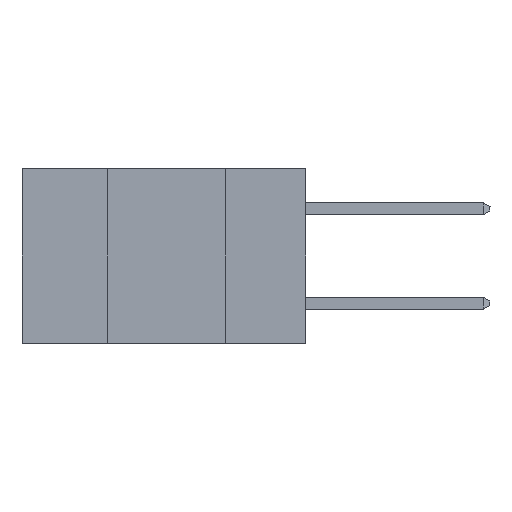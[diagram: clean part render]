
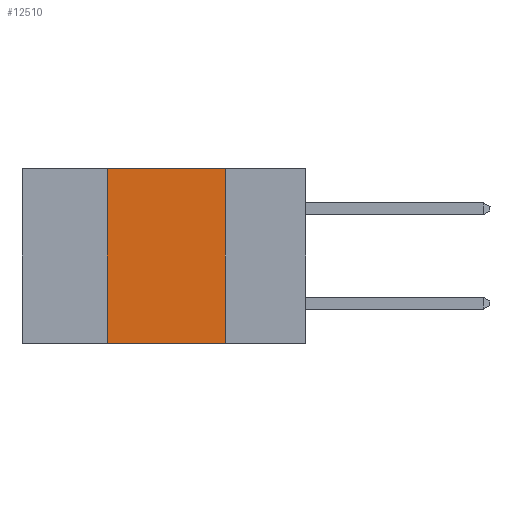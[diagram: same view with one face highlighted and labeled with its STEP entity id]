
A CAD part, left-side view. The second image highlights one B-rep face of the part: STEP entity #12510.
In plain terms, the highlighted planar face has unit normal (-1, 0, 0).
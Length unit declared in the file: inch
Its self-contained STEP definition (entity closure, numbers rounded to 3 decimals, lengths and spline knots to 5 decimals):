
#175 = LINE ( 'NONE', #18142, #22791 ) ;
#600 = DIRECTION ( 'NONE',  ( 1., 0., 0. ) ) ;
#1042 = DIRECTION ( 'NONE',  ( 0., 0., 1. ) ) ;
#2178 = CARTESIAN_POINT ( 'NONE',  ( 0., 0.6, 0. ) ) ;
#3605 = VERTEX_POINT ( 'NONE', #6329 ) ;
#3869 = ORIENTED_EDGE ( 'NONE', *, *, #9889, .T. ) ;
#3916 = AXIS2_PLACEMENT_3D ( 'NONE', #5898, #600, #20745 ) ;
#5898 = CARTESIAN_POINT ( 'NONE',  ( 0., 0.6, 0. ) ) ;
#6062 = PLANE ( 'NONE',  #3916 ) ;
#6329 = CARTESIAN_POINT ( 'NONE',  ( 0., 0.42, -0.37 ) ) ;
#6375 = CARTESIAN_POINT ( 'NONE',  ( 0., 0.42, 0. ) ) ;
#7188 = DIRECTION ( 'NONE',  ( 0., 0., -1. ) ) ;
#7401 = ORIENTED_EDGE ( 'NONE', *, *, #8863, .F. ) ;
#7792 = VECTOR ( 'NONE', #12365, 39.37008 ) ;
#8214 = EDGE_LOOP ( 'NONE', ( #7401, #16649, #18819, #3869 ) ) ;
#8863 = EDGE_CURVE ( 'NONE', #14610, #10557, #175, .T. ) ;
#8981 = CARTESIAN_POINT ( 'NONE',  ( 0., 0.17, 0. ) ) ;
#9418 = FACE_OUTER_BOUND ( 'NONE', #8214, .T. ) ;
#9889 = EDGE_CURVE ( 'NONE', #3605, #10557, #16358, .T. ) ;
#10308 = VECTOR ( 'NONE', #22851, 39.37008 ) ;
#10557 = VERTEX_POINT ( 'NONE', #15803 ) ;
#11010 = EDGE_CURVE ( 'NONE', #15658, #14610, #20624, .T. ) ;
#12365 = DIRECTION ( 'NONE',  ( 0., -1., 0. ) ) ;
#12510 = ADVANCED_FACE ( 'NONE', ( #9418 ), #6062, .F. ) ;
#14610 = VERTEX_POINT ( 'NONE', #8981 ) ;
#14971 = EDGE_CURVE ( 'NONE', #3605, #15658, #17255, .T. ) ;
#15658 = VERTEX_POINT ( 'NONE', #19493 ) ;
#15803 = CARTESIAN_POINT ( 'NONE',  ( 0., 0.17, -0.37 ) ) ;
#16358 = LINE ( 'NONE', #19773, #7792 ) ;
#16649 = ORIENTED_EDGE ( 'NONE', *, *, #11010, .F. ) ;
#17255 = LINE ( 'NONE', #6375, #20736 ) ;
#18142 = CARTESIAN_POINT ( 'NONE',  ( 0., 0.17, 0. ) ) ;
#18819 = ORIENTED_EDGE ( 'NONE', *, *, #14971, .F. ) ;
#19493 = CARTESIAN_POINT ( 'NONE',  ( 0., 0.42, 0. ) ) ;
#19773 = CARTESIAN_POINT ( 'NONE',  ( 0., 0.6, -0.37 ) ) ;
#20624 = LINE ( 'NONE', #2178, #10308 ) ;
#20736 = VECTOR ( 'NONE', #1042, 39.37008 ) ;
#20745 = DIRECTION ( 'NONE',  ( 0., 0., -1. ) ) ;
#22791 = VECTOR ( 'NONE', #7188, 39.37008 ) ;
#22851 = DIRECTION ( 'NONE',  ( 0., -1., 0. ) ) ;
